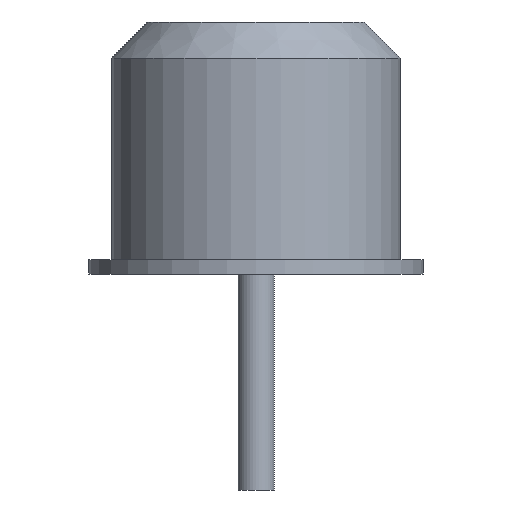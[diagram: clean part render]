
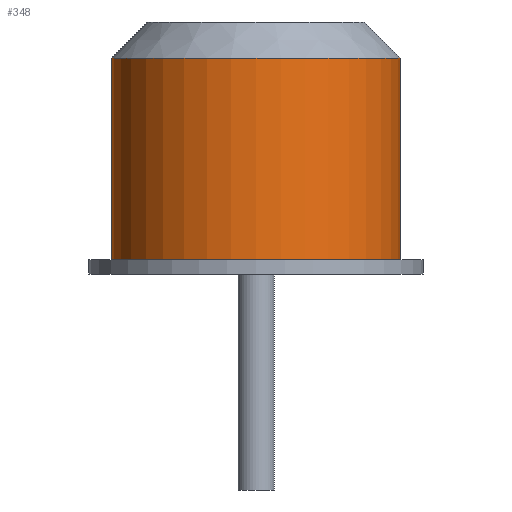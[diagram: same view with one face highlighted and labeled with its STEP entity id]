
A CAD part, left-side view. The second image highlights one B-rep face of the part: STEP entity #348.
In plain terms, the highlighted cylindrical face has radius 2 mm (diameter 4 mm), a partial arc.
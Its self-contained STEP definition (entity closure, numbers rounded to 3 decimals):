
#22=CYLINDRICAL_SURFACE('',#387,2.);
#46=CIRCLE('',#385,2.);
#48=CIRCLE('',#388,2.);
#70=FACE_OUTER_BOUND('',#90,.T.);
#90=EDGE_LOOP('',(#256,#257,#258,#259));
#118=LINE('',#560,#144);
#119=LINE('',#563,#145);
#144=VECTOR('',#450,1.);
#145=VECTOR('',#453,1.);
#164=VERTEX_POINT('',#538);
#169=VERTEX_POINT('',#551);
#170=VERTEX_POINT('',#559);
#171=VERTEX_POINT('',#561);
#204=EDGE_CURVE('',#164,#169,#46,.T.);
#206=EDGE_CURVE('',#170,#164,#118,.T.);
#207=EDGE_CURVE('',#171,#170,#48,.T.);
#208=EDGE_CURVE('',#171,#169,#119,.T.);
#256=ORIENTED_EDGE('',*,*,#204,.F.);
#257=ORIENTED_EDGE('',*,*,#206,.F.);
#258=ORIENTED_EDGE('',*,*,#207,.F.);
#259=ORIENTED_EDGE('',*,*,#208,.T.);
#348=ADVANCED_FACE('',(#70),#22,.T.);
#385=AXIS2_PLACEMENT_3D('',#556,#444,#445);
#387=AXIS2_PLACEMENT_3D('',#558,#448,#449);
#388=AXIS2_PLACEMENT_3D('',#562,#451,#452);
#444=DIRECTION('center_axis',(0.,0.,1.));
#445=DIRECTION('ref_axis',(-1.,0.,0.));
#448=DIRECTION('center_axis',(0.,0.,-1.));
#449=DIRECTION('ref_axis',(-1.,0.,0.));
#450=DIRECTION('',(0.,0.,1.));
#451=DIRECTION('center_axis',(0.,0.,-1.));
#452=DIRECTION('ref_axis',(1.,0.,0.));
#453=DIRECTION('',(0.,0.,1.));
#538=CARTESIAN_POINT('',(-0.56,2.,3.1));
#551=CARTESIAN_POINT('',(-0.56,-2.,3.1));
#556=CARTESIAN_POINT('Origin',(-0.56,0.,3.1));
#558=CARTESIAN_POINT('Origin',(-0.56,0.,0.1));
#559=CARTESIAN_POINT('',(-0.56,2.,0.3));
#560=CARTESIAN_POINT('',(-0.56,2.,0.1));
#561=CARTESIAN_POINT('',(-0.56,-2.,0.3));
#562=CARTESIAN_POINT('Origin',(-0.56,0.,0.3));
#563=CARTESIAN_POINT('',(-0.56,-2.,0.1));
